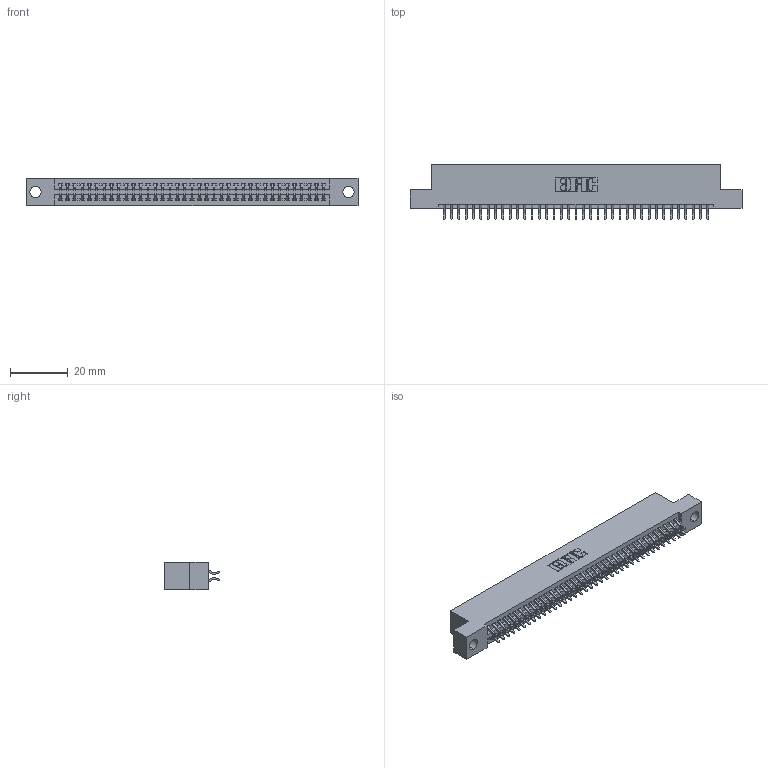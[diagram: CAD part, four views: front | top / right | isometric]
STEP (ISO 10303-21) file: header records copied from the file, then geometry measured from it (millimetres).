
FILE_DESCRIPTION (( 'STEP AP203' ), '1' );
FILE_NAME ('395-074-556-204.STEP', '2021-06-17T05:40:15', ( '' ), ( '' ), 'SwSTEP 2.0', 'SolidWorks 2020', '' );
FILE_SCHEMA (( 'CONFIG_CONTROL_DESIGN' ));
Length unit declared in the file: inch
Products named in the file (3): 395-074-556-204; 345-292-001_556 Tail; 345 Part_Flush Mounting Lugs - 0.156 Dia-TI
Assembly tree (75 placements, depth 2):
  395-074-556-204
    345 Part_Flush Mounting Lugs - 0.156 Dia-TI
    345-292-001_556 Tail  x74
Bounding box: 115.19 x 19.24 x 9.4 mm (x, y, z)
Volume: 11034.3 mm3; surface area: 16000.5 mm2
Topology: 75 solids, 75 shells, 4284 faces, 12735 edges, 8390 vertices
Faces by surface type: plane 2832, cylinder 1452
Entity records: 30343 total; most frequent: CARTESIAN_POINT 5110, ORIENTED_EDGE 5030, DIRECTION 4499, EDGE_CURVE 2515, VECTOR 2227, LINE 2227, VERTEX_POINT 1674, AXIS2_PLACEMENT_3D 1136
